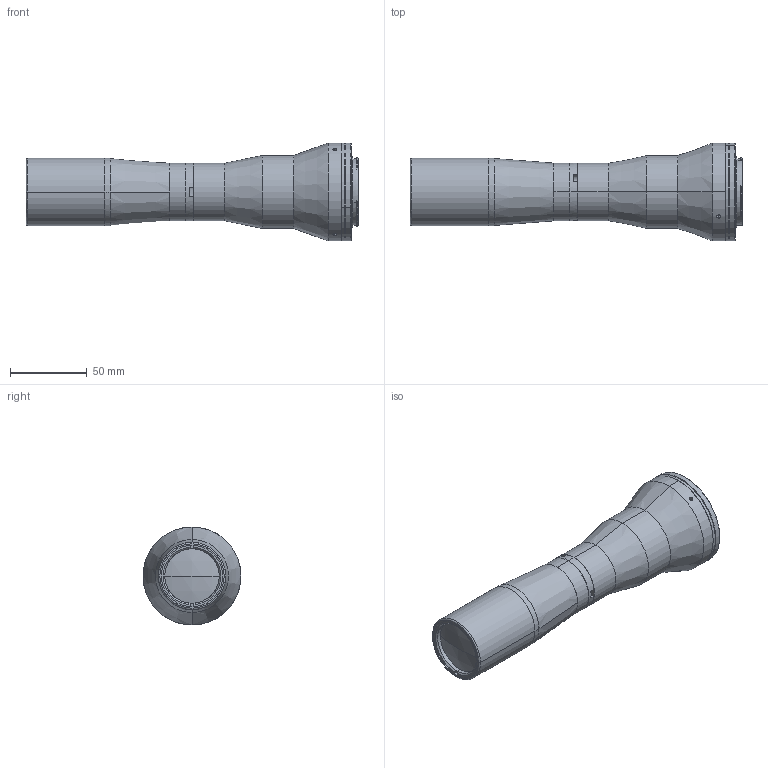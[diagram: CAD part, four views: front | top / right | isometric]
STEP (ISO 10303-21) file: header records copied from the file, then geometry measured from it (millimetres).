
FILE_DESCRIPTION (( 'STEP AP203' ), '1' );
FILE_NAME ('TC12MHR024.step', '2018-09-28T07:53:54', ( '' ), ( '' ), 'SwSTEP 2.0', 'SolidWorks 2017', '' );
FILE_SCHEMA (( 'CONFIG_CONTROL_DESIGN' ));
Length unit declared in the file: millimetre
Products named in the file (1): TC12MHR024
Bounding box: 216.91 x 64 x 64 mm (x, y, z)
Surface area: 47217.9 mm2 (no closed solid volume)
Topology: 0 solids, 10 shells, 112 faces, 328 edges, 227 vertices
Faces by surface type: cylinder 51, plane 37, cone 18, torus 4, sphere 2
Entity records: 3979 total; most frequent: CARTESIAN_POINT 812, DIRECTION 716, ORIENTED_EDGE 551, EDGE_CURVE 328, AXIS2_PLACEMENT_3D 291, VERTEX_POINT 227, CIRCLE 178, EDGE_LOOP 139
